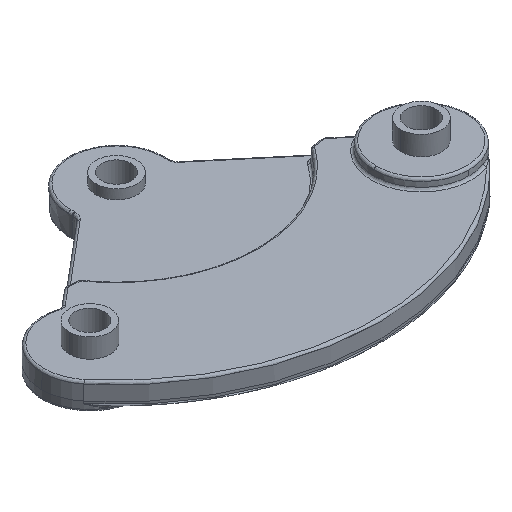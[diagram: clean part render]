
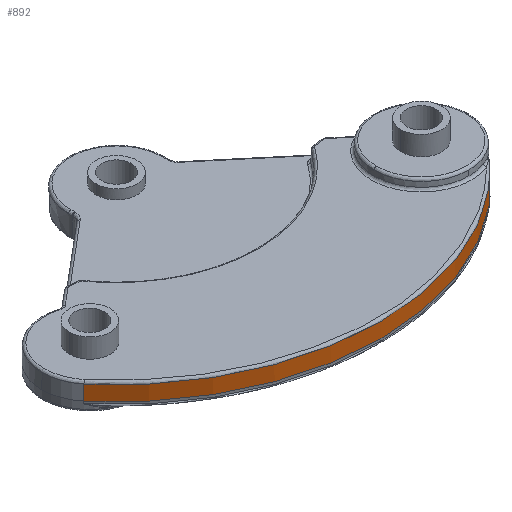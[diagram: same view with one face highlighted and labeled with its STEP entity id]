
A CAD part, isometric view. The second image highlights one B-rep face of the part: STEP entity #892.
In plain terms, the highlighted conical face has half-angle 1.5 degrees and reference radius 55 mm.
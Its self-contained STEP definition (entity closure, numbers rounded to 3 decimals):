
#353 = VERTEX_POINT('',#354);
#354 = CARTESIAN_POINT('',(42.072,-35.303,
    17.513));
#414 = EDGE_CURVE('',#415,#353,#417,.T.);
#415 = VERTEX_POINT('',#416);
#416 = CARTESIAN_POINT('',(42.132,-35.353,14.5));
#417 = LINE('',#418,#419);
#418 = CARTESIAN_POINT('',(42.102,-35.328,
    16.007));
#419 = VECTOR('',#420,1.);
#420 = DIRECTION('',(-0.02,0.017,
    1.));
#892 = ADVANCED_FACE('',(#893),#929,.T.);
#893 = FACE_BOUND('',#894,.T.);
#894 = EDGE_LOOP('',(#895,#906,#913,#914,#923));
#895 = ORIENTED_EDGE('',*,*,#896,.T.);
#896 = EDGE_CURVE('',#897,#899,#901,.T.);
#897 = VERTEX_POINT('',#898);
#898 = CARTESIAN_POINT('',(-42.132,-35.353,14.5));
#899 = VERTEX_POINT('',#900);
#900 = CARTESIAN_POINT('',(0.,-55.,14.5));
#901 = CIRCLE('',#902,55.);
#902 = AXIS2_PLACEMENT_3D('',#903,#904,#905);
#903 = CARTESIAN_POINT('',(0.,0.,14.5));
#904 = DIRECTION('',(0.,0.,1.));
#905 = DIRECTION('',(1.,0.,0.));
#906 = ORIENTED_EDGE('',*,*,#907,.T.);
#907 = EDGE_CURVE('',#899,#415,#908,.T.);
#908 = CIRCLE('',#909,55.);
#909 = AXIS2_PLACEMENT_3D('',#910,#911,#912);
#910 = CARTESIAN_POINT('',(0.,0.,14.5));
#911 = DIRECTION('',(-0.,0.,1.));
#912 = DIRECTION('',(1.,0.,0.));
#913 = ORIENTED_EDGE('',*,*,#414,.T.);
#914 = ORIENTED_EDGE('',*,*,#915,.F.);
#915 = EDGE_CURVE('',#916,#353,#918,.T.);
#916 = VERTEX_POINT('',#917);
#917 = CARTESIAN_POINT('',(-42.072,-35.303,
    17.513));
#918 = CIRCLE('',#919,54.921);
#919 = AXIS2_PLACEMENT_3D('',#920,#921,#922);
#920 = CARTESIAN_POINT('',(0.,0.,17.513));
#921 = DIRECTION('',(0.,0.,1.));
#922 = DIRECTION('',(1.,0.,0.));
#923 = ORIENTED_EDGE('',*,*,#924,.T.);
#924 = EDGE_CURVE('',#916,#897,#925,.T.);
#925 = LINE('',#926,#927);
#926 = CARTESIAN_POINT('',(-42.102,-35.328,
    16.007));
#927 = VECTOR('',#928,1.);
#928 = DIRECTION('',(-0.02,-0.017,
    -1.));
#929 = CONICAL_SURFACE('',#930,55.,0.026);
#930 = AXIS2_PLACEMENT_3D('',#931,#932,#933);
#931 = CARTESIAN_POINT('',(0.,0.,14.5));
#932 = DIRECTION('',(-0.,-0.,-1.));
#933 = DIRECTION('',(-1.,0.,0.));
